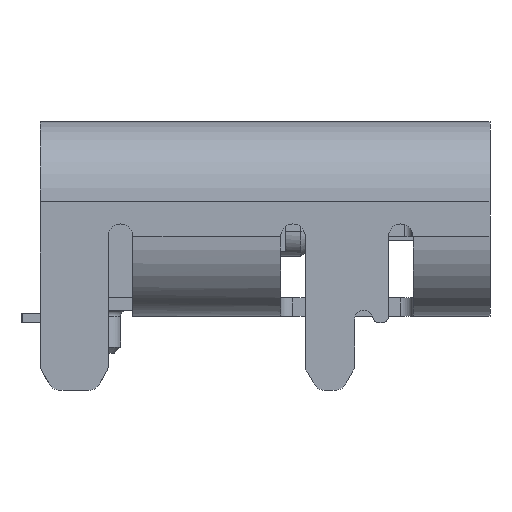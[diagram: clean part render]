
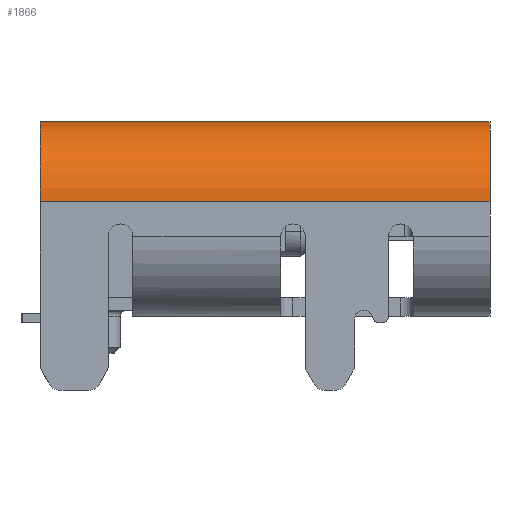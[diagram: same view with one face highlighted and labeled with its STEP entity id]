
A CAD part, left-side view. The second image highlights one B-rep face of the part: STEP entity #1866.
In plain terms, the highlighted cylindrical face has radius 1.3 mm (diameter 2.6 mm), a partial arc.
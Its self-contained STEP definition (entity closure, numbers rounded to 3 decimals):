
#1866=ADVANCED_FACE('',(#3989),#3990,.T.);
#3989=FACE_OUTER_BOUND('',#6366,.T.);
#3990=CYLINDRICAL_SURFACE('',#6367,1.3);
#6366=EDGE_LOOP('',(#12307,#12308,#12309,#12310));
#6367=AXIS2_PLACEMENT_3D('',#12311,#12312,#12313);
#12307=ORIENTED_EDGE('',*,*,#16934,.F.);
#12308=ORIENTED_EDGE('',*,*,#16935,.T.);
#12309=ORIENTED_EDGE('',*,*,#16936,.F.);
#12310=ORIENTED_EDGE('',*,*,#16937,.F.);
#12311=CARTESIAN_POINT('',(1.3,-3.865,3.06));
#12312=DIRECTION('',(0.,-1.0,0.));
#12313=DIRECTION('',(-1.0,0.,0.));
#16934=EDGE_CURVE('',#21052,#21053,#21054,.T.);
#16935=EDGE_CURVE('',#21052,#21055,#21056,.T.);
#16936=EDGE_CURVE('',#21057,#21055,#21058,.T.);
#16937=EDGE_CURVE('',#21053,#21057,#21059,.T.);
#21052=VERTEX_POINT('',#27307);
#21053=VERTEX_POINT('',#27308);
#21054=CIRCLE('',#27309,1.3);
#21055=VERTEX_POINT('',#27310);
#21056=LINE('',#27311,#27312);
#21057=VERTEX_POINT('',#27313);
#21058=CIRCLE('',#27314,1.3);
#21059=LINE('',#27315,#27316);
#27307=CARTESIAN_POINT('',(0.,7.3,3.06));
#27308=CARTESIAN_POINT('',(1.3,7.3,4.36));
#27309=AXIS2_PLACEMENT_3D('',#31070,#31071,#31072);
#27310=CARTESIAN_POINT('',(0.,0.0,3.06));
#27311=CARTESIAN_POINT('',(0.,7.3,3.06));
#27312=VECTOR('',#31073,1000.0);
#27313=CARTESIAN_POINT('',(1.3,0.0,4.36));
#27314=AXIS2_PLACEMENT_3D('',#31074,#31075,#31076);
#27315=CARTESIAN_POINT('',(1.3,7.3,4.36));
#27316=VECTOR('',#31077,1000.0);
#31070=CARTESIAN_POINT('',(1.3,7.3,3.06));
#31071=DIRECTION('',(0.,1.0,0.));
#31072=DIRECTION('',(-1.0,0.,0.));
#31073=DIRECTION('',(0.,-1.0,0.));
#31074=CARTESIAN_POINT('',(1.3,0.0,3.06));
#31075=DIRECTION('',(0.,-1.0,0.));
#31076=DIRECTION('',(-1.0,0.,0.));
#31077=DIRECTION('',(0.,-1.0,0.));
